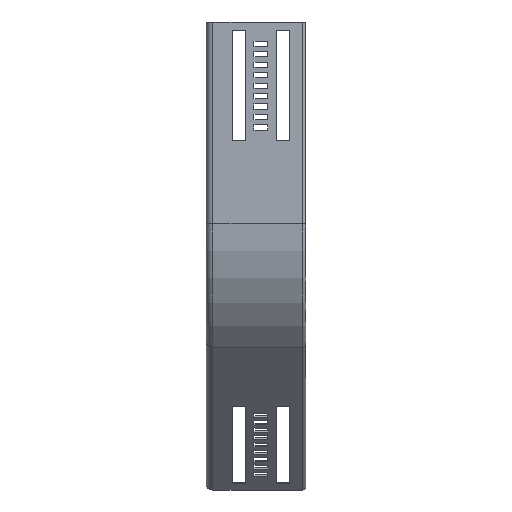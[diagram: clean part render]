
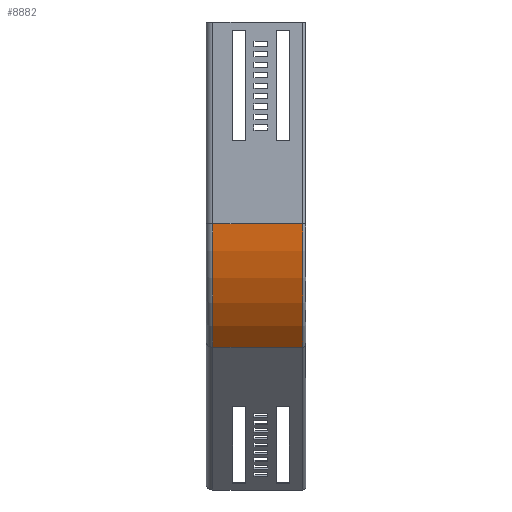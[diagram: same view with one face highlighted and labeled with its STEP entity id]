
A CAD part, left-side view. The second image highlights one B-rep face of the part: STEP entity #8882.
In plain terms, the highlighted cylindrical face has radius 100 mm (diameter 200 mm), a partial arc.
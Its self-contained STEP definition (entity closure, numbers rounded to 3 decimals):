
#651 = DIRECTION ( 'NONE',  ( 0., -1., 0. ) ) ;
#1082 = AXIS2_PLACEMENT_3D ( 'NONE', #9895, #12048, #1875 ) ;
#1102 = ORIENTED_EDGE ( 'NONE', *, *, #9312, .F. ) ;
#1601 = CIRCLE ( 'NONE', #1082, 100. ) ;
#1875 = DIRECTION ( 'NONE',  ( -1., 0., 0. ) ) ;
#2632 = DIRECTION ( 'NONE',  ( 0., 1., 0. ) ) ;
#2637 = CARTESIAN_POINT ( 'NONE',  ( 29.289, 53.25, -186.511 ) ) ;
#2712 = ORIENTED_EDGE ( 'NONE', *, *, #10008, .T. ) ;
#2988 = FACE_OUTER_BOUND ( 'NONE', #3802, .T. ) ;
#3654 = CARTESIAN_POINT ( 'NONE',  ( 0., 53.25, -115.8 ) ) ;
#3802 = EDGE_LOOP ( 'NONE', ( #2712, #1102, #9055, #11642 ) ) ;
#3850 = CARTESIAN_POINT ( 'NONE',  ( 0., 0., -115.8 ) ) ;
#3930 = LINE ( 'NONE', #3850, #11528 ) ;
#4095 = VERTEX_POINT ( 'NONE', #8621 ) ;
#4327 = DIRECTION ( 'NONE',  ( 0., 1., 0. ) ) ;
#5305 = CIRCLE ( 'NONE', #11291, 100. ) ;
#5322 = LINE ( 'NONE', #5464, #13157 ) ;
#5408 = CARTESIAN_POINT ( 'NONE',  ( 100., 0., -115.8 ) ) ;
#5418 = CARTESIAN_POINT ( 'NONE',  ( 100., 1.75, -115.8 ) ) ;
#5464 = CARTESIAN_POINT ( 'NONE',  ( 29.289, 0., -186.511 ) ) ;
#6888 = AXIS2_PLACEMENT_3D ( 'NONE', #5408, #11045, #10084 ) ;
#8621 = CARTESIAN_POINT ( 'NONE',  ( 0., 1.75, -115.8 ) ) ;
#8882 = ADVANCED_FACE ( 'NONE', ( #2988 ), #12387, .T. ) ;
#9055 = ORIENTED_EDGE ( 'NONE', *, *, #13251, .F. ) ;
#9312 = EDGE_CURVE ( 'NONE', #13730, #11331, #5322, .T. ) ;
#9895 = CARTESIAN_POINT ( 'NONE',  ( 100., 53.25, -115.8 ) ) ;
#10008 = EDGE_CURVE ( 'NONE', #13439, #11331, #1601, .T. ) ;
#10084 = DIRECTION ( 'NONE',  ( 0., 0., -1. ) ) ;
#11045 = DIRECTION ( 'NONE',  ( 0., -1., 0. ) ) ;
#11291 = AXIS2_PLACEMENT_3D ( 'NONE', #5418, #651, #14437 ) ;
#11331 = VERTEX_POINT ( 'NONE', #2637 ) ;
#11528 = VECTOR ( 'NONE', #2632, 1000. ) ;
#11642 = ORIENTED_EDGE ( 'NONE', *, *, #13793, .T. ) ;
#12048 = DIRECTION ( 'NONE',  ( 0., -1., 0. ) ) ;
#12387 = CYLINDRICAL_SURFACE ( 'NONE', #6888, 100. ) ;
#12504 = CARTESIAN_POINT ( 'NONE',  ( 29.289, 1.75, -186.511 ) ) ;
#13157 = VECTOR ( 'NONE', #4327, 1000. ) ;
#13251 = EDGE_CURVE ( 'NONE', #4095, #13730, #5305, .T. ) ;
#13439 = VERTEX_POINT ( 'NONE', #3654 ) ;
#13730 = VERTEX_POINT ( 'NONE', #12504 ) ;
#13793 = EDGE_CURVE ( 'NONE', #4095, #13439, #3930, .T. ) ;
#14437 = DIRECTION ( 'NONE',  ( -1., 0., 0. ) ) ;
